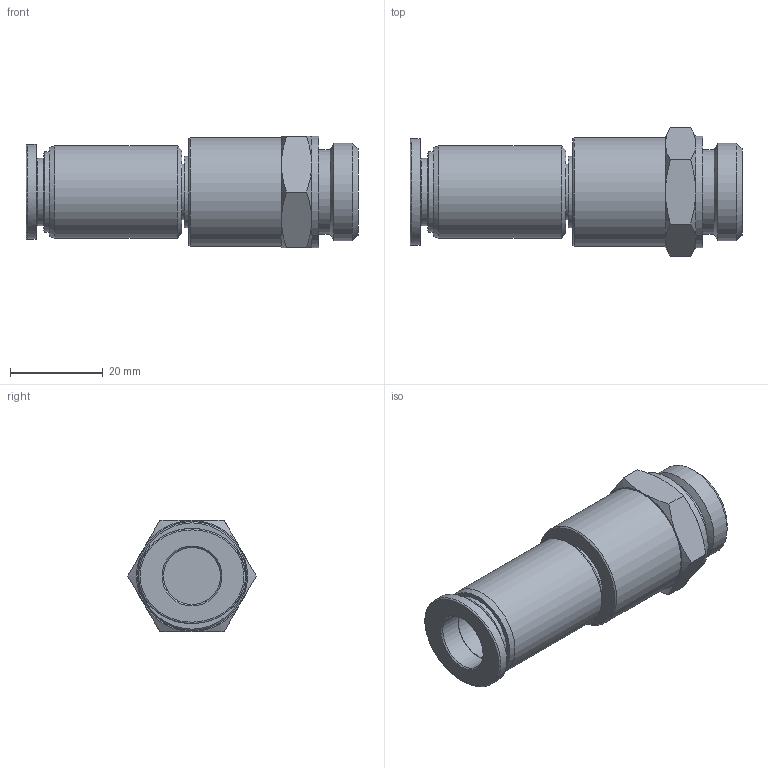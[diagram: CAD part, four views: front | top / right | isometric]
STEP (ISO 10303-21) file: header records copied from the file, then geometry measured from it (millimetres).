
FILE_DESCRIPTION((''),'2;1');
FILE_NAME('NHRC 12-G04.stp','2016-07-08T10:03:08',('Administrator'),(''),'Autodesk Inventor 2013','Autodesk Inventor 2013','');
FILE_SCHEMA(('CONFIG_CONTROL_DESIGN'));
Length unit declared in the file: millimetre
Products named in the file (4): NHRC 12-G04; HOUSING H12-G04; NHRC BODY-12H; SLEEVE N12C
Assembly tree (3 placements, depth 2):
  NHRC 12-G04
    HOUSING H12-G04
    NHRC BODY-12H
    SLEEVE N12C
Bounding box: 71.6 x 27.71 x 24 mm (x, y, z)
Volume: 22872.6 mm3; surface area: 7980.7 mm2
Topology: 3 solids, 3 shells, 54 faces, 99 edges, 58 vertices
Faces by surface type: cone 21, plane 19, cylinder 11, bspline 2, torus 1
Full cylindrical faces by diameter (mm): 12 x1, 12.3 x2, 14.65 x1, 15.5 x1, 17.3 x1, 18.2 x1, 20 x1, 20.96 x1, 23.5 x1, 24 x1
Entity records: 1396 total; most frequent: CARTESIAN_POINT 361, DIRECTION 212, ORIENTED_EDGE 152, AXIS2_PLACEMENT_3D 103, EDGE_LOOP 85, EDGE_CURVE 76, VERTEX_POINT 57, FACE_OUTER_BOUND 54
